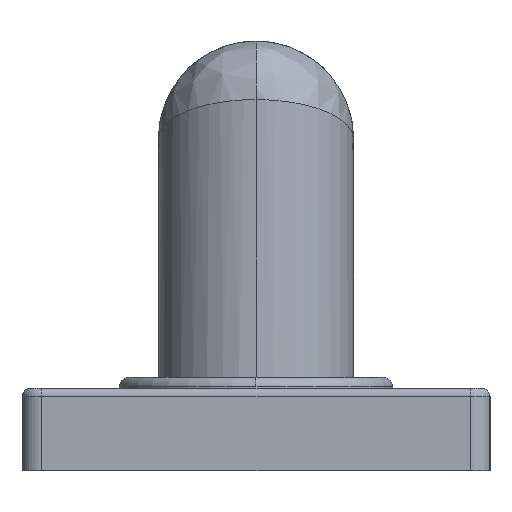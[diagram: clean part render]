
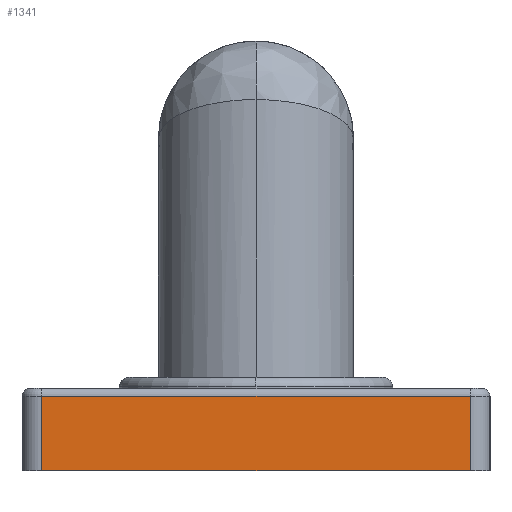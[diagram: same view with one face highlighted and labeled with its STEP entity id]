
A CAD part, left-side view. The second image highlights one B-rep face of the part: STEP entity #1341.
In plain terms, the highlighted planar face has unit normal (-1, 0, 0).
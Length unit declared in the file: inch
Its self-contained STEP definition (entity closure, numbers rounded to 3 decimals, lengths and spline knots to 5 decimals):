
#100=DIRECTION('',(0.,-1.,0.));
#101=VECTOR('',#100,2.75);
#102=CARTESIAN_POINT('',(-1.5,1.375,0.));
#103=LINE('',#102,#101);
#104=DIRECTION('',(0.,0.,-1.));
#105=VECTOR('',#104,0.48);
#106=CARTESIAN_POINT('',(-1.5,1.375,0.48));
#107=LINE('',#106,#105);
#108=DIRECTION('',(0.,-1.,0.));
#109=VECTOR('',#108,2.75);
#110=CARTESIAN_POINT('',(-1.5,1.375,0.48));
#111=LINE('',#110,#109);
#112=DIRECTION('',(0.,0.,-1.));
#113=VECTOR('',#112,0.48);
#114=CARTESIAN_POINT('',(-1.5,-1.375,0.48));
#115=LINE('',#114,#113);
#1074=CARTESIAN_POINT('',(-1.5,1.375,0.48));
#1075=VERTEX_POINT('',#1074);
#1076=CARTESIAN_POINT('',(-1.5,-1.375,0.48));
#1077=VERTEX_POINT('',#1076);
#1079=CARTESIAN_POINT('',(-1.5,-1.375,0.));
#1081=VERTEX_POINT('',#1079);
#1092=CARTESIAN_POINT('',(-1.5,1.375,0.));
#1093=VERTEX_POINT('',#1092);
#1327=CARTESIAN_POINT('',(-1.5,1.5,0.));
#1328=DIRECTION('',(-1.,0.,0.));
#1329=DIRECTION('',(0.,-1.,0.));
#1330=AXIS2_PLACEMENT_3D('',#1327,#1328,#1329);
#1331=PLANE('',#1330);
#1333=ORIENTED_EDGE('',*,*,#1332,.F.);
#1335=ORIENTED_EDGE('',*,*,#1334,.F.);
#1336=ORIENTED_EDGE('',*,*,#1321,.T.);
#1338=ORIENTED_EDGE('',*,*,#1337,.T.);
#1339=EDGE_LOOP('',(#1333,#1335,#1336,#1338));
#1340=FACE_OUTER_BOUND('',#1339,.F.);
#1341=ADVANCED_FACE('',(#1340),#1331,.T.);
#1321=EDGE_CURVE('',#1075,#1077,#111,.T.);
#1332=EDGE_CURVE('',#1093,#1081,#103,.T.);
#1334=EDGE_CURVE('',#1075,#1093,#107,.T.);
#1337=EDGE_CURVE('',#1077,#1081,#115,.T.);
